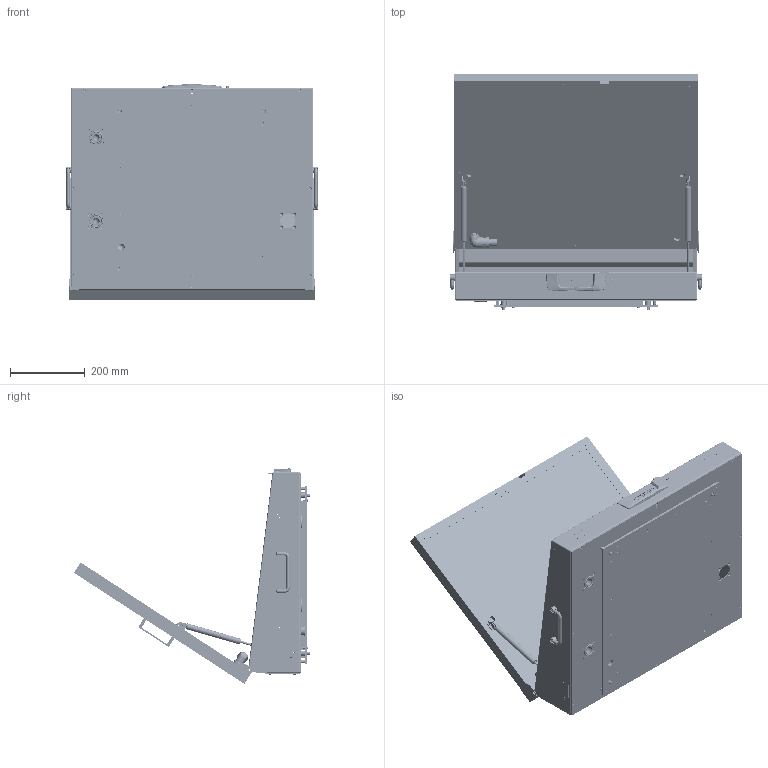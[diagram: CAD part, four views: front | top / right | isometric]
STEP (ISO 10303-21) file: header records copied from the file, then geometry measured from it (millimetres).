
FILE_DESCRIPTION (( 'STEP AP214' ), '1' );
FILE_NAME ('INGUN_114661_open.STEP', '2024-02-06T15:43:46', ( '' ), ( '' ), 'SwSTEP 2.0', 'SolidWorks 2021', '' );
FILE_SCHEMA (( 'AUTOMOTIVE_DESIGN' ));
Length unit declared in the file: millimetre
Products named in the file (67): 17459~0_S; 114196_002~0; INGUN_114661_open; ISO7380~n_M04,0x012; ISO7380~n_M04,0x008; 114196_004~0_S; 18061~0_S; 17967~1_S; 113759~1_S; 32171~0_S; 113787~1_S; 113757~3_KUNDE<S>; 114196_003~0; 113760~1_S; 114364~0_S; 17999~0; 17969~4_KUNDE<S>; DIN7~n_04,0m6x006; 2229~6; 8078_2~0; 11657~0; 115453~0_S; 111995~2_S; DIN7~n_04,0m6x004; 112087~2_S; 2196~6; ISO7380~n_M03,0x005; 114196_001~0; 107216~2_KUNDE<S>; 14042~0_S; 113786~1_S; 8078~0_flexibel <Standard>; 113535~1_S; 113681~1; 112025~2_S; DIN7991~n_M03,0x008 VA; 105149~2; DIN7991~n_M04,0x010; 8078~0_ausgefahren<Standard>; 115110~2_KUNDE<S> ...
Assembly tree (145 placements, depth 5):
  INGUN_114661_open
    113786~1_S
      113787~1_S
      32171~0_S
      112024~0_S
      112025~2_S
      DIN125~n_04,3 M04,0
      DIN985-A2~n_M04,0
      DIN912~n_M04,0x012
      112026~0_Mitte<S>
      112992~2_S  x2
      49317~0  x2
      ISO7380~n_M03,0x005
      114196~0  x2
        114196_001~0
        114196_002~0
        114196_003~0
        114196_004~0_S
      114364~0_S
    113757~3_KUNDE<S>
      115768~0_S
        113758~1_S
        Gewindebuchse~n_M04-07,5 offen  x4
      113759~1_S
      113760~1_S
      107216~2_KUNDE<S>
        107216_einteilig~2_KUNDE<S>
      1607~1  x2
      ISO7380~n_M04,0x012  x4
      112176~0_S  x2
        112087~2_S
          111995~2_S
          115289~0_S
        49317~0
      19420~3
      11657~0
      11655~0
      DIN7~n_04,0m6x006
    8078~0_ausgefahren<Standard>
      8078_1~0
      8078_2~0
    8078~0_flexibel <Standard>
      8078_1~0
      8078_2~0
    113680~0_S
      113681~1
      DIN125~n_04,3 M04,0  x4
      ISO7380~n_M04,0x008  x4
    113535~1_S
      105149~2
      18061~0_S  x4
        SKB-II~skii_M4,0x10 St
        DIN125~n_04,3 M04,0
        11240~0
        20949~0
        DIN7991~n_M04,0x012
      11657~0  x2
      19420~3  x2
      115453~0_S  x2
      14042~0_S  x2
Bounding box: 674 x 633.78 x 578.94 mm (x, y, z)
Volume: 8910474.2 mm3; surface area: 3596795.5 mm2
Topology: 162 solids, 162 shells, 5225 faces, 12938 edges, 8264 vertices
Faces by surface type: cylinder 2429, plane 1879, cone 512, torus 264, bspline 119, sphere 22
Entity records: 95021 total; most frequent: CARTESIAN_POINT 31865, DIRECTION 12843, ORIENTED_EDGE 11936, EDGE_CURVE 5968, AXIS2_PLACEMENT_3D 4912, VERTEX_POINT 3837, VECTOR 3019, LINE 3019
